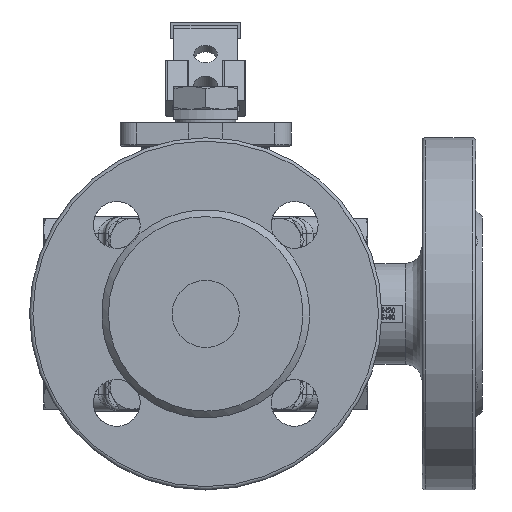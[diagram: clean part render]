
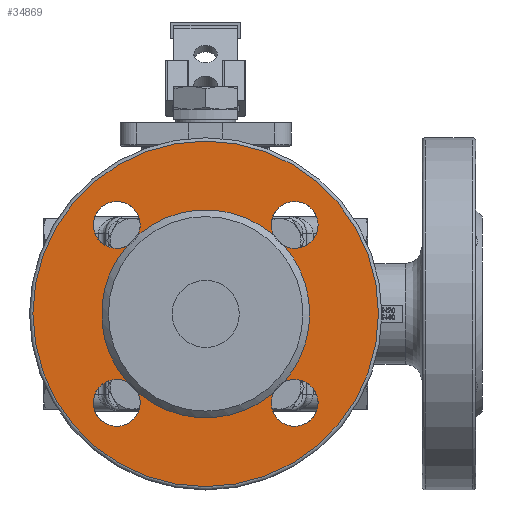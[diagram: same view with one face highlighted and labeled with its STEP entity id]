
A CAD part, left-side view. The second image highlights one B-rep face of the part: STEP entity #34869.
In plain terms, the highlighted planar face has unit normal (-1, 0, 0).
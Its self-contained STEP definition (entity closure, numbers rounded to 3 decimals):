
#34261=CARTESIAN_POINT('',(-80.5,20.188,23.526));
#34262=VERTEX_POINT('',#34261);
#34263=CARTESIAN_POINT('',(-80.5,23.526,20.188));
#34264=VERTEX_POINT('',#34263);
#34278=CARTESIAN_POINT('',(-80.5,23.526,-20.188));
#34279=VERTEX_POINT('',#34278);
#34280=CARTESIAN_POINT('',(-80.5,0.,0.));
#34281=DIRECTION('',(1.0,0.0,0.0));
#34282=DIRECTION('',(0.0,-1.0,0.0));
#34283=AXIS2_PLACEMENT_3D('',#34280,#34281,#34282);
#34284=CIRCLE('',#34283,31.);
#34285=EDGE_CURVE('',#34279,#34264,#34284,.T.);
#34287=CARTESIAN_POINT('',(-80.5,20.188,-23.526));
#34288=VERTEX_POINT('',#34287);
#34302=CARTESIAN_POINT('',(-80.5,-20.188,-23.526));
#34303=VERTEX_POINT('',#34302);
#34304=CARTESIAN_POINT('',(-80.5,0.,0.));
#34305=DIRECTION('',(1.0,0.0,0.0));
#34306=DIRECTION('',(0.0,-1.0,0.0));
#34307=AXIS2_PLACEMENT_3D('',#34304,#34305,#34306);
#34308=CIRCLE('',#34307,31.);
#34309=EDGE_CURVE('',#34303,#34288,#34308,.T.);
#34311=CARTESIAN_POINT('',(-80.5,-23.526,-20.188));
#34312=VERTEX_POINT('',#34311);
#34326=CARTESIAN_POINT('',(-80.5,-23.526,20.188));
#34327=VERTEX_POINT('',#34326);
#34328=CARTESIAN_POINT('',(-80.5,0.,0.));
#34329=DIRECTION('',(1.0,0.0,0.0));
#34330=DIRECTION('',(0.0,-1.0,0.0));
#34331=AXIS2_PLACEMENT_3D('',#34328,#34329,#34330);
#34332=CIRCLE('',#34331,31.);
#34333=EDGE_CURVE('',#34327,#34312,#34332,.T.);
#34335=CARTESIAN_POINT('',(-80.5,-20.188,23.526));
#34336=VERTEX_POINT('',#34335);
#34350=CARTESIAN_POINT('',(-80.5,0.,0.));
#34351=DIRECTION('',(1.0,0.0,0.0));
#34352=DIRECTION('',(0.0,-1.0,0.0));
#34353=AXIS2_PLACEMENT_3D('',#34350,#34351,#34352);
#34354=CIRCLE('',#34353,31.);
#34355=EDGE_CURVE('',#34262,#34336,#34354,.T.);
#34389=CARTESIAN_POINT('',(-80.5,-26.517,26.517));
#34390=DIRECTION('',(1.0,0.0,0.0));
#34391=DIRECTION('',(0.0,0.0,-1.0));
#34392=AXIS2_PLACEMENT_3D('',#34389,#34390,#34391);
#34393=CIRCLE('',#34392,7.);
#34394=EDGE_CURVE('',#34336,#34327,#34393,.T.);
#34437=CARTESIAN_POINT('',(-80.5,-26.517,-26.517));
#34438=DIRECTION('',(1.0,0.0,0.0));
#34439=DIRECTION('',(0.0,0.0,-1.0));
#34440=AXIS2_PLACEMENT_3D('',#34437,#34438,#34439);
#34441=CIRCLE('',#34440,7.);
#34442=EDGE_CURVE('',#34312,#34303,#34441,.T.);
#34485=CARTESIAN_POINT('',(-80.5,26.517,-26.517));
#34486=DIRECTION('',(1.0,0.0,0.0));
#34487=DIRECTION('',(0.0,0.0,-1.0));
#34488=AXIS2_PLACEMENT_3D('',#34485,#34486,#34487);
#34489=CIRCLE('',#34488,7.);
#34490=EDGE_CURVE('',#34288,#34279,#34489,.T.);
#34533=CARTESIAN_POINT('',(-80.5,26.517,26.517));
#34534=DIRECTION('',(1.0,0.0,0.0));
#34535=DIRECTION('',(0.0,0.0,-1.0));
#34536=AXIS2_PLACEMENT_3D('',#34533,#34534,#34535);
#34537=CIRCLE('',#34536,7.);
#34538=EDGE_CURVE('',#34264,#34262,#34537,.T.);
#34843=CARTESIAN_POINT('',(-80.5,-41.75,0.));
#34844=DIRECTION('',(-1.0,0.0,0.0));
#34845=DIRECTION('',(0.0,0.0,-1.0));
#34846=AXIS2_PLACEMENT_3D('',#34843,#34844,#34845);
#34847=PLANE('',#34846);
#34848=CARTESIAN_POINT('',(-80.5,-51.5,0.));
#34849=VERTEX_POINT('',#34848);
#34850=CARTESIAN_POINT('',(-80.5,0.,0.));
#34851=DIRECTION('',(1.0,0.0,0.0));
#34852=DIRECTION('',(0.0,1.0,0.0));
#34853=AXIS2_PLACEMENT_3D('',#34850,#34851,#34852);
#34854=CIRCLE('',#34853,51.5);
#34855=EDGE_CURVE('',#34849,#34849,#34854,.T.);
#34856=ORIENTED_EDGE('',*,*,#34855,.F.);
#34857=EDGE_LOOP('',(#34856));
#34858=FACE_OUTER_BOUND('',#34857,.T.);
#34859=ORIENTED_EDGE('',*,*,#34538,.T.);
#34860=ORIENTED_EDGE('',*,*,#34355,.T.);
#34861=ORIENTED_EDGE('',*,*,#34394,.T.);
#34862=ORIENTED_EDGE('',*,*,#34333,.T.);
#34863=ORIENTED_EDGE('',*,*,#34442,.T.);
#34864=ORIENTED_EDGE('',*,*,#34309,.T.);
#34865=ORIENTED_EDGE('',*,*,#34490,.T.);
#34866=ORIENTED_EDGE('',*,*,#34285,.T.);
#34867=EDGE_LOOP('',(#34859,#34860,#34861,#34862,#34863,#34864,#34865,#34866));
#34868=FACE_BOUND('',#34867,.T.);
#34869=ADVANCED_FACE('',(#34858,#34868),#34847,.T.);
